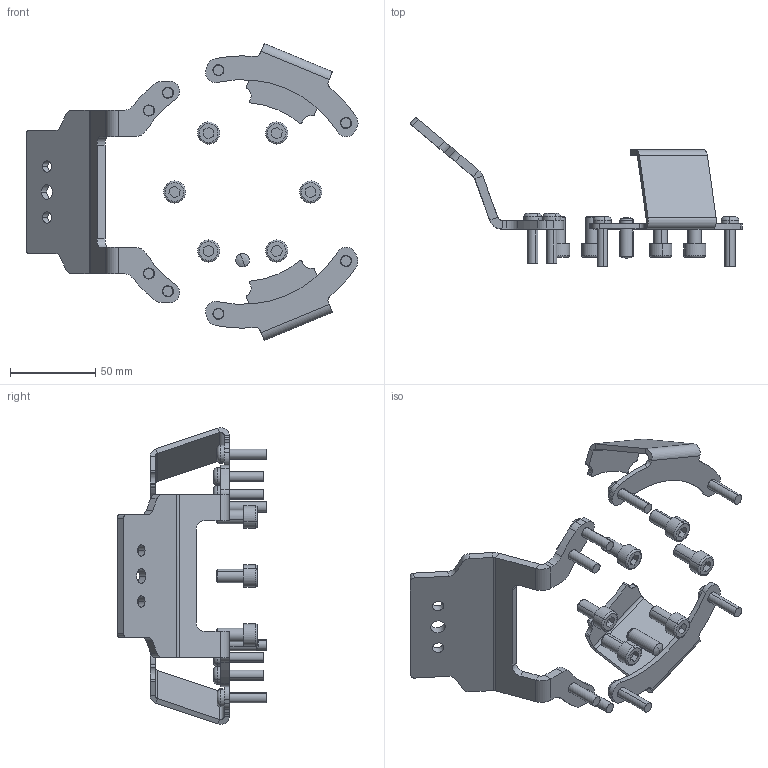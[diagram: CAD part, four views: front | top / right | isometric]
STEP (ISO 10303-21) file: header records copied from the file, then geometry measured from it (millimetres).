
FILE_DESCRIPTION (( 'STEP AP203' ), '1' );
FILE_NAME ('P5208-1.STEP', '2021-03-01T10:52:48', ( '' ), ( '' ), 'SwSTEP 2.0', 'SolidWorks 2019', '' );
FILE_SCHEMA (( 'CONFIG_CONTROL_DESIGN' ));
Length unit declared in the file: millimetre
Products named in the file (1): P5208-1
Bounding box: 195.06 x 87.79 x 174.34 mm (x, y, z)
Volume: 79278.6 mm3; surface area: 49495.6 mm2
Topology: 18 solids, 18 shells, 494 faces, 1178 edges, 748 vertices
Faces by surface type: cylinder 272, plane 160, torus 44, cone 14, sphere 4
Entity records: 14567 total; most frequent: DIRECTION 2822, CARTESIAN_POINT 2421, ORIENTED_EDGE 2356, EDGE_CURVE 1178, AXIS2_PLACEMENT_3D 1149, VERTEX_POINT 748, CIRCLE 654, EDGE_LOOP 544
